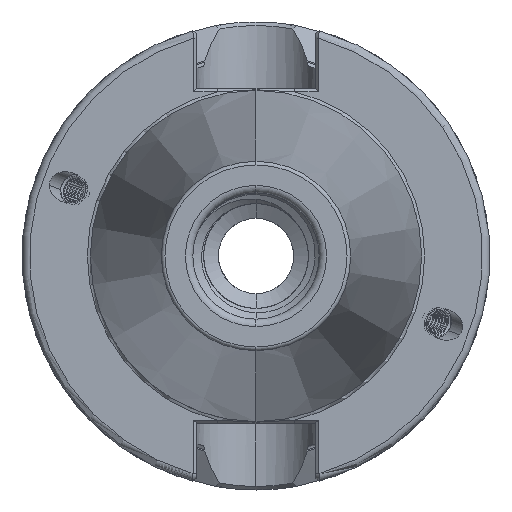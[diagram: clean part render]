
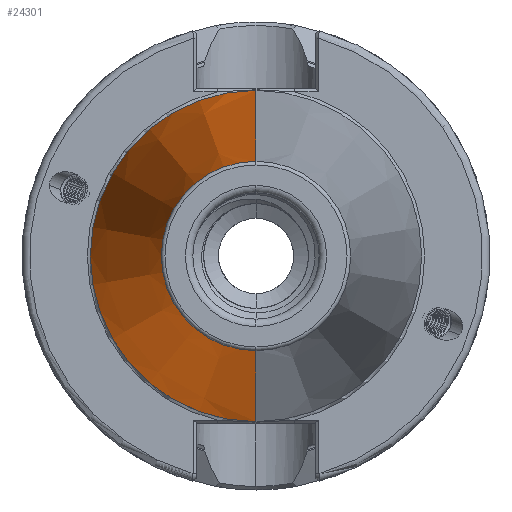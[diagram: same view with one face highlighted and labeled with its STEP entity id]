
A CAD part, left-side view. The second image highlights one B-rep face of the part: STEP entity #24301.
In plain terms, the highlighted conical face has half-angle 8.297 degrees and reference radius 22.298 mm.
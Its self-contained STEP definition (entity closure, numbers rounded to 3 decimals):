
#1717 = EDGE_CURVE ( 'NONE', #7667, #7622, #24709, .T. ) ;
#1722 = EDGE_CURVE ( 'NONE', #7647, #7630, #24699, .T. ) ;
#1747 = EDGE_CURVE ( 'NONE', #7647, #7667, #24723, .T. ) ;
#1799 = EDGE_CURVE ( 'NONE', #7630, #7622, #24673, .T. ) ;
#7622 = VERTEX_POINT ( 'NONE', #14055 ) ;
#7630 = VERTEX_POINT ( 'NONE', #14083 ) ;
#7647 = VERTEX_POINT ( 'NONE', #14054 ) ;
#7667 = VERTEX_POINT ( 'NONE', #14167 ) ;
#8238 = EDGE_LOOP ( 'NONE', ( #13345, #13325, #13365, #13323 ) ) ;
#11660 = CARTESIAN_POINT ( 'NONE',  ( -1.5, 0., 22.298 ) ) ;
#11695 = DIRECTION ( 'NONE',  ( 0.99, 0., 0.144 ) ) ;
#13323 = ORIENTED_EDGE ( 'NONE', *, *, #1747, .F. ) ;
#13325 = ORIENTED_EDGE ( 'NONE', *, *, #1799, .T. ) ;
#13345 = ORIENTED_EDGE ( 'NONE', *, *, #1722, .T. ) ;
#13365 = ORIENTED_EDGE ( 'NONE', *, *, #1717, .F. ) ;
#14054 = CARTESIAN_POINT ( 'NONE',  ( -66.972, 0., -12.75 ) ) ;
#14055 = CARTESIAN_POINT ( 'NONE',  ( -1.5, 0., 22.298 ) ) ;
#14083 = CARTESIAN_POINT ( 'NONE',  ( -66.972, 0., 12.75 ) ) ;
#14167 = CARTESIAN_POINT ( 'NONE',  ( -1.5, 0., -22.298 ) ) ;
#15922 = DIRECTION ( 'NONE',  ( 1., 0., 0. ) ) ;
#15924 = CARTESIAN_POINT ( 'NONE',  ( -1.5, 0., 0. ) ) ;
#15928 = DIRECTION ( 'NONE',  ( 0., 0., -1. ) ) ;
#15955 = DIRECTION ( 'NONE',  ( 1., 0., 0. ) ) ;
#15963 = DIRECTION ( 'NONE',  ( 0., 0., -1. ) ) ;
#15971 = CARTESIAN_POINT ( 'NONE',  ( -66.972, 0., 0. ) ) ;
#16091 = DIRECTION ( 'NONE',  ( 0.99, 0., -0.144 ) ) ;
#16093 = CARTESIAN_POINT ( 'NONE',  ( -1.5, 0., -22.298 ) ) ;
#16804 = AXIS2_PLACEMENT_3D ( 'NONE', #15924, #15922, #15928 ) ;
#16809 = AXIS2_PLACEMENT_3D ( 'NONE', #15971, #15955, #15963 ) ;
#16920 = AXIS2_PLACEMENT_3D ( 'NONE', #26190, #26204, #26177 ) ;
#21916 = FACE_OUTER_BOUND ( 'NONE', #8238, .T. ) ;
#21970 = CONICAL_SURFACE ( 'NONE', #16920, 22.298, 0.145 ) ;
#24301 = ADVANCED_FACE ( 'NONE', ( #21916 ), #21970, .T. ) ;
#24667 = VECTOR ( 'NONE', #11695, 1000. ) ;
#24673 = LINE ( 'NONE', #11660, #24667 ) ;
#24694 = VECTOR ( 'NONE', #16091, 1000. ) ;
#24699 = CIRCLE ( 'NONE', #16809, 12.75 ) ;
#24709 = CIRCLE ( 'NONE', #16804, 22.298 ) ;
#24723 = LINE ( 'NONE', #16093, #24694 ) ;
#26177 = DIRECTION ( 'NONE',  ( 0., 0., -1. ) ) ;
#26190 = CARTESIAN_POINT ( 'NONE',  ( -1.5, 0., 0. ) ) ;
#26204 = DIRECTION ( 'NONE',  ( 1., 0., 0. ) ) ;
